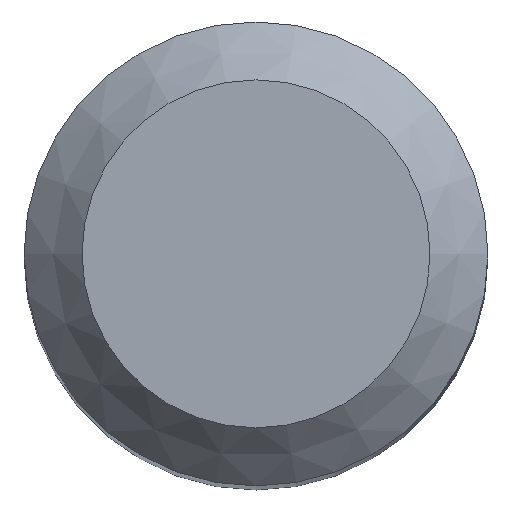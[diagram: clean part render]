
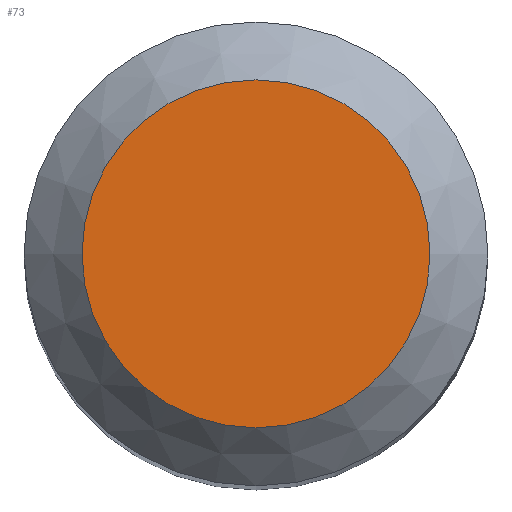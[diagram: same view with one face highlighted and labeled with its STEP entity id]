
A CAD part, top view. The second image highlights one B-rep face of the part: STEP entity #73.
In plain terms, the highlighted planar face has unit normal (0, 0, 1).
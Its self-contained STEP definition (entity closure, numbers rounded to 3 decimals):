
#52=PLANE('',#360);
#73=ADVANCED_FACE('',(#91),#52,.F.);
#91=FACE_OUTER_BOUND('',#112,.T.);
#112=EDGE_LOOP('',(#216));
#216=ORIENTED_EDGE('',*,*,#287,.F.);
#247=VERTEX_POINT('',#1059);
#287=EDGE_CURVE('',#247,#247,#300,.T.);
#300=CIRCLE('',#357,4.5);
#357=AXIS2_PLACEMENT_3D('',#1058,#416,#417);
#360=AXIS2_PLACEMENT_3D('',#1062,#422,#423);
#416=DIRECTION('',(0.,0.,-1.));
#417=DIRECTION('',(-1.,0.,0.));
#422=DIRECTION('',(0.,0.,-1.));
#423=DIRECTION('',(1.,0.,0.));
#1058=CARTESIAN_POINT('',(0.,0.,0.));
#1059=CARTESIAN_POINT('',(-4.5,0.,0.));
#1062=CARTESIAN_POINT('',(0.,4.5,0.));
